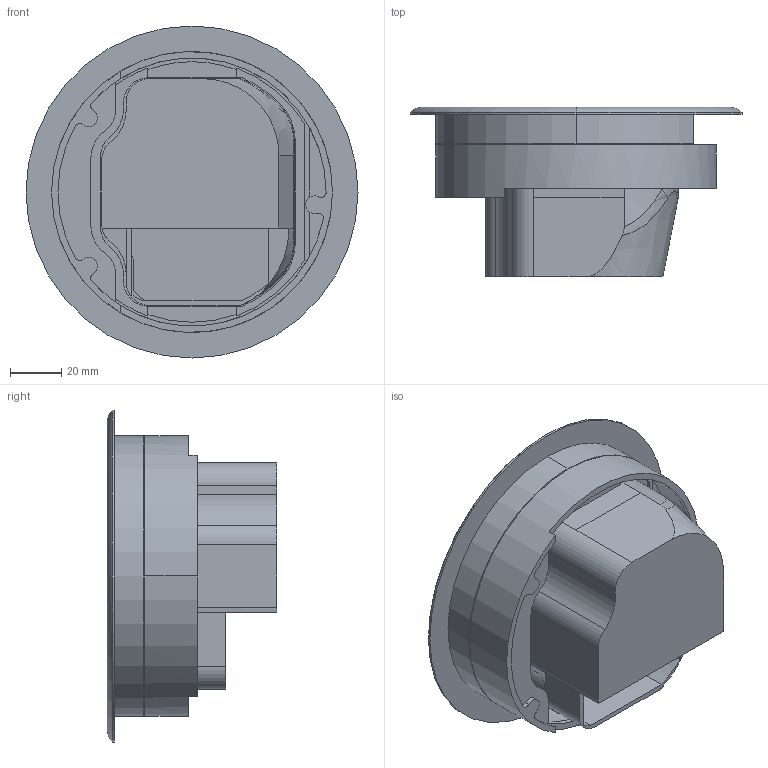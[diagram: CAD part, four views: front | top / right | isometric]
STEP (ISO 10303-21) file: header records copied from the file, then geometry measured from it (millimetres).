
FILE_DESCRIPTION (( 'STEP AP214' ), '1' );
FILE_NAME ('30889DA.stp', '2016-05-02T11:57:05', ( '' ), ( '' ), 'SwSTEP 2.0', 'SolidWorks 2014', '' );
FILE_SCHEMA (( 'AUTOMOTIVE_DESIGN' ));
Length unit declared in the file: millimetre
Products named in the file (10): 30889DA; 43496A_Standard; 43498A_Standard; 43501A_Standard; 43505A_Standard; 43506A_Standard; 43507A_Standard; 43502C_Standard; 43531A_Standard; 30310C_Standard
Assembly tree (9 placements, depth 2):
  30889DA
    43496A_Standard
    43498A_Standard
    43501A_Standard
    43505A_Standard
    43506A_Standard
    43507A_Standard
    43502C_Standard
    43531A_Standard
    30310C_Standard
Bounding box: 130 x 66.39 x 130 mm (x, y, z)
Volume: 365248 mm3; surface area: 113626.1 mm2
Topology: 9 solids, 9 shells, 290 faces, 797 edges, 527 vertices
Faces by surface type: plane 179, cylinder 98, bspline 6, cone 5, torus 2
Entity records: 10838 total; most frequent: CARTESIAN_POINT 2185, ORIENTED_EDGE 1594, DIRECTION 1591, EDGE_CURVE 797, LINE 545, VECTOR 545, VERTEX_POINT 527, AXIS2_PLACEMENT_3D 523
